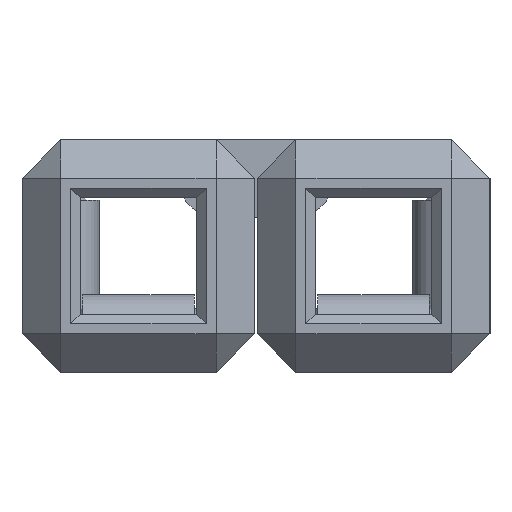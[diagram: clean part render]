
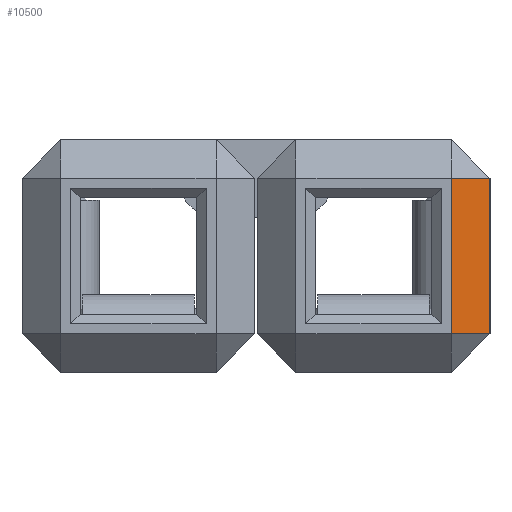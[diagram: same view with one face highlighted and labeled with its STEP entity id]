
A CAD part, left-side view. The second image highlights one B-rep face of the part: STEP entity #10500.
In plain terms, the highlighted planar face has unit normal (-0.707, -0.707, 0).
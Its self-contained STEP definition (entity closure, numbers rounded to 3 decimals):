
#160=PLANE('',#11194);
#740=FACE_OUTER_BOUND('',#1398,.T.);
#1398=EDGE_LOOP('',(#7583,#7584,#7585,#7586));
#2120=LINE('',#15022,#3480);
#2139=LINE('',#15059,#3499);
#2186=LINE('',#15144,#3546);
#2190=LINE('',#15152,#3550);
#3480=VECTOR('',#12057,10.);
#3499=VECTOR('',#12090,10.);
#3546=VECTOR('',#12169,10.);
#3550=VECTOR('',#12179,10.);
#4989=VERTEX_POINT('',#15019);
#4990=VERTEX_POINT('',#15021);
#5000=VERTEX_POINT('',#15057);
#5001=VERTEX_POINT('',#15058);
#5908=EDGE_CURVE('',#4990,#4989,#2120,.T.);
#5927=EDGE_CURVE('',#5000,#5001,#2139,.T.);
#5974=EDGE_CURVE('',#5001,#4990,#2186,.T.);
#5978=EDGE_CURVE('',#4989,#5000,#2190,.T.);
#7583=ORIENTED_EDGE('',*,*,#5978,.T.);
#7584=ORIENTED_EDGE('',*,*,#5927,.T.);
#7585=ORIENTED_EDGE('',*,*,#5974,.T.);
#7586=ORIENTED_EDGE('',*,*,#5908,.T.);
#10500=ADVANCED_FACE('',(#740),#160,.T.);
#11194=AXIS2_PLACEMENT_3D('',#15154,#12181,#12182);
#12057=DIRECTION('',(0.,0.,1.));
#12090=DIRECTION('',(0.,0.,-1.));
#12169=DIRECTION('',(0.707,-0.707,0.));
#12179=DIRECTION('',(-0.707,0.707,0.));
#12181=DIRECTION('center_axis',(-0.707,-0.707,0.));
#12182=DIRECTION('ref_axis',(0.,0.,1.));
#15019=CARTESIAN_POINT('',(-246.667,-20.,16.667));
#15021=CARTESIAN_POINT('',(-246.667,-20.,3.333));
#15022=CARTESIAN_POINT('',(-246.667,-20.,0.));
#15057=CARTESIAN_POINT('',(-250.,-16.667,16.667));
#15058=CARTESIAN_POINT('',(-250.,-16.667,3.333));
#15059=CARTESIAN_POINT('',(-250.,-16.667,0.));
#15144=CARTESIAN_POINT('',(-250.,-16.667,3.333));
#15152=CARTESIAN_POINT('',(-246.667,-20.,16.667));
#15154=CARTESIAN_POINT('Origin',(-248.333,-18.333,0.));
